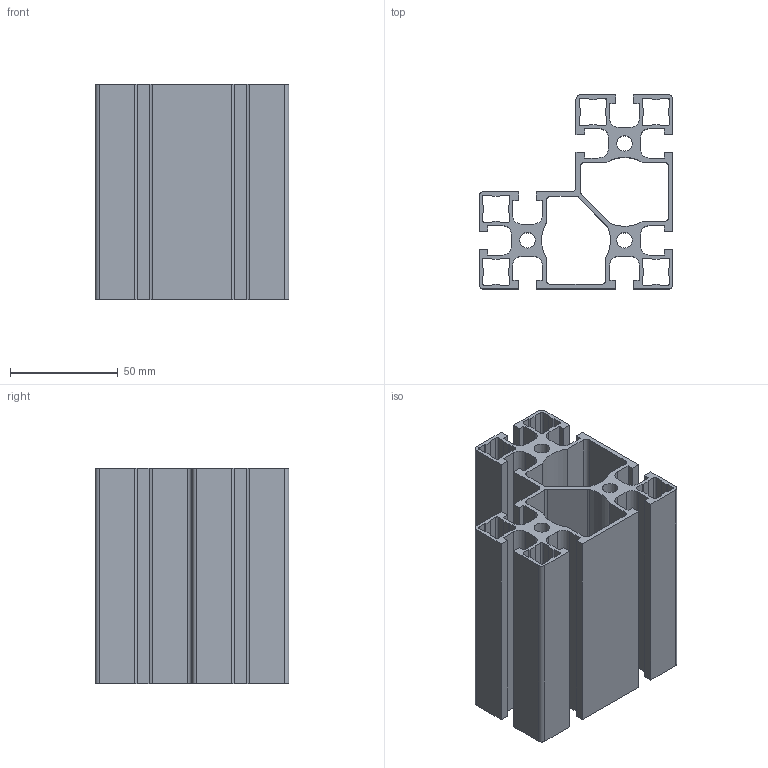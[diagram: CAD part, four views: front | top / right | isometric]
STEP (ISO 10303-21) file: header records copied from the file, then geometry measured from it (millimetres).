
FILE_DESCRIPTION(/* description */ ('PROF.90X90 8C ANGOLARE'),/* implementation_level */ '2;1');
FILE_NAME(/* name */ 'BPRDD0000219.stp',/* time_stamp */ '2017-07-13T18:12:47+02:00',/* author */ ('fzagni'),/* organization */ (''),/* preprocessor_version */ 'ST-DEVELOPER v16.1',/* originating_system */ 'Autodesk Inventor 2016',/* authorisation */ '');
FILE_SCHEMA (('AUTOMOTIVE_DESIGN { 1 0 10303 214 3 1 1 }'));
Length unit declared in the file: millimetre
Products named in the file (1): 01.9090.ANG.8A
Bounding box: 90 x 90 x 100 mm (x, y, z)
Volume: 158879.2 mm3; surface area: 126625.5 mm2
Topology: 1 solids, 1 shells, 244 faces, 726 edges, 484 vertices
Faces by surface type: plane 184, cylinder 60
Full cylindrical faces by diameter (mm): 7.2 x3
Entity records: 8179 total; most frequent: CARTESIAN_POINT 1452, ORIENTED_EDGE 1446, DIRECTION 1333, EDGE_CURVE 723, LINE 603, VECTOR 603, VERTEX_POINT 484, AXIS2_PLACEMENT_3D 365
